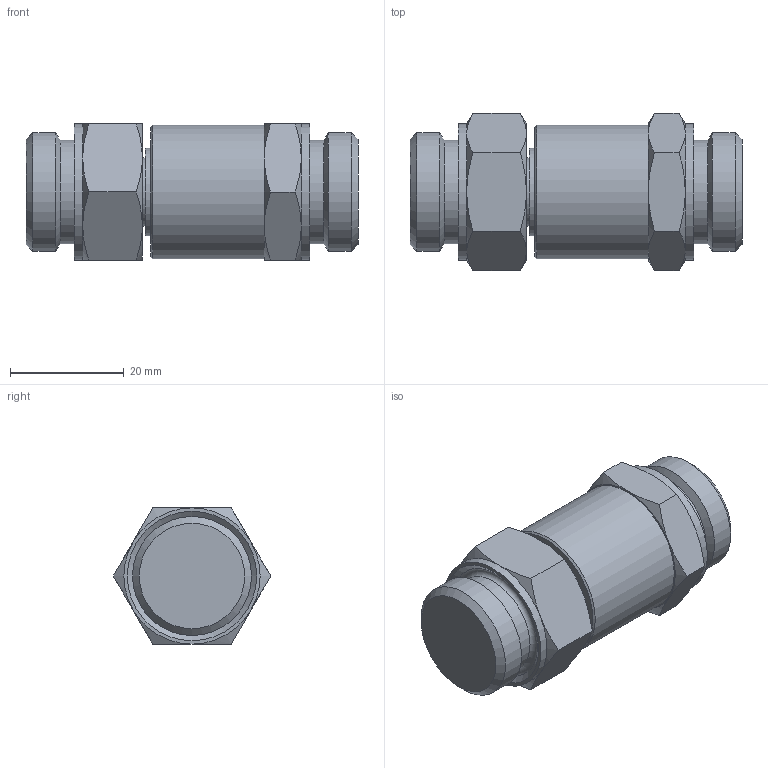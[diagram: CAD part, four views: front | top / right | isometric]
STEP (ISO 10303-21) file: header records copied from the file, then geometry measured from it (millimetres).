
FILE_DESCRIPTION((''),'2;1');
FILE_NAME('NHRS G04-G04.stp','2016-07-08T16:25:11',('Administrator'),(''),'Autodesk Inventor 2013','Autodesk Inventor 2013','');
FILE_SCHEMA(('CONFIG_CONTROL_DESIGN'));
Length unit declared in the file: millimetre
Products named in the file (3): NHRS G04-G04; HOUSING H12-G04; NHRS BODY H12-G1_2
Assembly tree (2 placements, depth 2):
  NHRS G04-G04
    HOUSING H12-G04
    NHRS BODY H12-G1_2
Bounding box: 58.5 x 27.71 x 24 mm (x, y, z)
Volume: 23779.5 mm3; surface area: 6434.4 mm2
Topology: 2 solids, 2 shells, 63 faces, 127 edges, 73 vertices
Faces by surface type: cone 31, plane 21, cylinder 9, torus 2
Full cylindrical faces by diameter (mm): 12 x1, 15.5 x1, 18.2 x2, 20.96 x2, 23.5 x1, 24 x2
Entity records: 1534 total; most frequent: CARTESIAN_POINT 342, DIRECTION 242, ORIENTED_EDGE 214, AXIS2_PLACEMENT_3D 115, EDGE_CURVE 107, EDGE_LOOP 86, VERTEX_POINT 71, FACE_OUTER_BOUND 63
